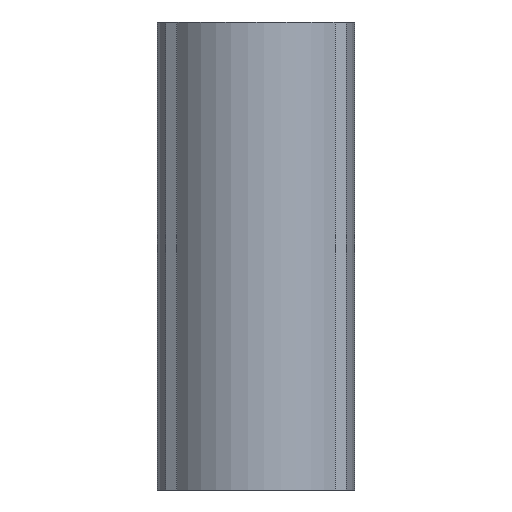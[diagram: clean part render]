
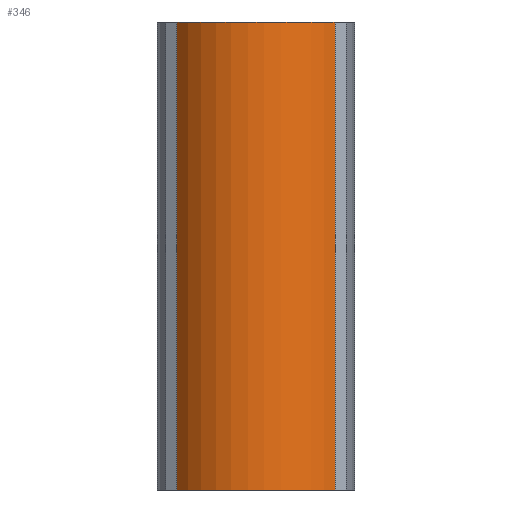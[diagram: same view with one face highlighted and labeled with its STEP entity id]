
A CAD part, left-side view. The second image highlights one B-rep face of the part: STEP entity #346.
In plain terms, the highlighted cylindrical face has radius 20 mm (diameter 40 mm), a partial arc.
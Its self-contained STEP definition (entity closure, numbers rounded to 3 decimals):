
#346 = ADVANCED_FACE( '', ( #772 ), #773, .T. );
#772 = FACE_OUTER_BOUND( '', #1259, .T. );
#773 = CYLINDRICAL_SURFACE( '', #1260, 20. );
#1259 = EDGE_LOOP( '', ( #2235, #2236, #2237, #2238 ) );
#1260 = AXIS2_PLACEMENT_3D( '', #2239, #2240, #2241 );
#2235 = ORIENTED_EDGE( '', *, *, #2921, .F. );
#2236 = ORIENTED_EDGE( '', *, *, #3016, .F. );
#2237 = ORIENTED_EDGE( '', *, *, #3149, .T. );
#2238 = ORIENTED_EDGE( '', *, *, #3039, .T. );
#2239 = CARTESIAN_POINT( '', ( 0., 0., -95. ) );
#2240 = DIRECTION( '', ( 0., 0., -1. ) );
#2241 = DIRECTION( '', ( 1., 0., 0. ) );
#2921 = EDGE_CURVE( '', #3549, #3551, #3552, .T. );
#3016 = EDGE_CURVE( '', #3698, #3549, #3700, .T. );
#3039 = EDGE_CURVE( '', #3735, #3551, #3736, .T. );
#3149 = EDGE_CURVE( '', #3698, #3735, #3887, .T. );
#3549 = VERTEX_POINT( '', #4416 );
#3551 = VERTEX_POINT( '', #4419 );
#3552 = CIRCLE( '', #4420, 20. );
#3698 = VERTEX_POINT( '', #4649 );
#3700 = LINE( '', #4652, #4653 );
#3735 = VERTEX_POINT( '', #4698 );
#3736 = LINE( '', #4699, #4700 );
#3887 = CIRCLE( '', #4947, 20. );
#4416 = CARTESIAN_POINT( '', ( -11.95, 16.037, 0. ) );
#4419 = CARTESIAN_POINT( '', ( -11.95, -16.037, 0. ) );
#4420 = AXIS2_PLACEMENT_3D( '', #5351, #5352, #5353 );
#4649 = CARTESIAN_POINT( '', ( -11.95, 16.037, -95. ) );
#4652 = CARTESIAN_POINT( '', ( -11.95, 16.037, -95. ) );
#4653 = VECTOR( '', #5457, 1000. );
#4698 = CARTESIAN_POINT( '', ( -11.95, -16.037, -95. ) );
#4699 = CARTESIAN_POINT( '', ( -11.95, -16.037, -95. ) );
#4700 = VECTOR( '', #5489, 1000. );
#4947 = AXIS2_PLACEMENT_3D( '', #5594, #5595, #5596 );
#5351 = CARTESIAN_POINT( '', ( 0., 0., 0. ) );
#5352 = DIRECTION( '', ( 0., 0., 1. ) );
#5353 = DIRECTION( '', ( 1., 0., 0. ) );
#5457 = DIRECTION( '', ( 0., 0., 1. ) );
#5489 = DIRECTION( '', ( 0., 0., 1. ) );
#5594 = CARTESIAN_POINT( '', ( 0., 0., -95. ) );
#5595 = DIRECTION( '', ( 0., 0., 1. ) );
#5596 = DIRECTION( '', ( 1., 0., 0. ) );
